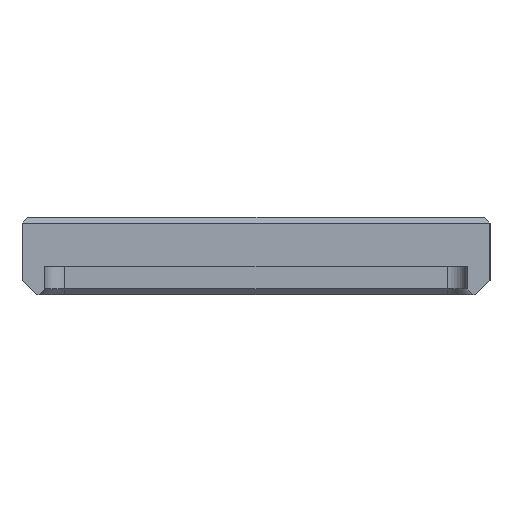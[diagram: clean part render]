
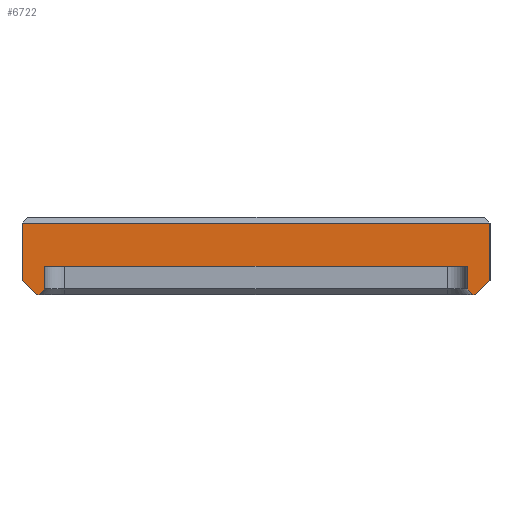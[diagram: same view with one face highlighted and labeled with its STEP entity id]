
A CAD part, left-side view. The second image highlights one B-rep face of the part: STEP entity #6722.
In plain terms, the highlighted planar face has unit normal (-1, 0, 0).
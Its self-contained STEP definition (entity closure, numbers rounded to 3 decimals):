
#660=FACE_OUTER_BOUND('',#1056,.T.);
#1056=EDGE_LOOP('',(#6005,#6006,#6007,#6008,#6009,#6010,#6011,#6012,#6013,
#6014,#6015,#6016));
#1725=LINE('',#11148,#2503);
#1747=LINE('',#11208,#2525);
#1751=LINE('',#11219,#2529);
#1799=LINE('',#11351,#2577);
#1803=LINE('',#11358,#2581);
#1822=LINE('',#11403,#2600);
#1823=LINE('',#11407,#2601);
#1830=LINE('',#11425,#2608);
#1834=LINE('',#11432,#2612);
#1839=LINE('',#11447,#2617);
#1840=LINE('',#11448,#2618);
#1841=LINE('',#11449,#2619);
#2503=VECTOR('',#8224,10.);
#2525=VECTOR('',#8280,10.);
#2529=VECTOR('',#8288,10.);
#2577=VECTOR('',#8420,10.);
#2581=VECTOR('',#8426,10.);
#2600=VECTOR('',#8485,10.);
#2601=VECTOR('',#8490,10.);
#2608=VECTOR('',#8509,10.);
#2612=VECTOR('',#8515,10.);
#2617=VECTOR('',#8532,10.);
#2618=VECTOR('',#8533,10.);
#2619=VECTOR('',#8534,10.);
#3153=VERTEX_POINT('',#11146);
#3154=VERTEX_POINT('',#11147);
#3174=VERTEX_POINT('',#11205);
#3175=VERTEX_POINT('',#11207);
#3180=VERTEX_POINT('',#11217);
#3222=VERTEX_POINT('',#11350);
#3224=VERTEX_POINT('',#11356);
#3230=VERTEX_POINT('',#11383);
#3231=VERTEX_POINT('',#11406);
#3236=VERTEX_POINT('',#11424);
#3238=VERTEX_POINT('',#11430);
#3242=VERTEX_POINT('',#11446);
#4025=EDGE_CURVE('',#3153,#3154,#1725,.T.);
#4055=EDGE_CURVE('',#3174,#3175,#1747,.T.);
#4061=EDGE_CURVE('',#3180,#3153,#1751,.T.);
#4127=EDGE_CURVE('',#3222,#3174,#1799,.T.);
#4131=EDGE_CURVE('',#3222,#3224,#1803,.T.);
#4154=EDGE_CURVE('',#3230,#3224,#1822,.T.);
#4155=EDGE_CURVE('',#3175,#3231,#1823,.T.);
#4164=EDGE_CURVE('',#3236,#3180,#1830,.T.);
#4168=EDGE_CURVE('',#3238,#3236,#1834,.T.);
#4175=EDGE_CURVE('',#3238,#3242,#1839,.T.);
#4176=EDGE_CURVE('',#3242,#3231,#1840,.T.);
#4177=EDGE_CURVE('',#3154,#3230,#1841,.T.);
#6005=ORIENTED_EDGE('',*,*,#4025,.F.);
#6006=ORIENTED_EDGE('',*,*,#4061,.F.);
#6007=ORIENTED_EDGE('',*,*,#4164,.F.);
#6008=ORIENTED_EDGE('',*,*,#4168,.F.);
#6009=ORIENTED_EDGE('',*,*,#4175,.T.);
#6010=ORIENTED_EDGE('',*,*,#4176,.T.);
#6011=ORIENTED_EDGE('',*,*,#4155,.F.);
#6012=ORIENTED_EDGE('',*,*,#4055,.F.);
#6013=ORIENTED_EDGE('',*,*,#4127,.F.);
#6014=ORIENTED_EDGE('',*,*,#4131,.T.);
#6015=ORIENTED_EDGE('',*,*,#4154,.F.);
#6016=ORIENTED_EDGE('',*,*,#4177,.F.);
#6364=PLANE('',#7091);
#6722=ADVANCED_FACE('',(#660),#6364,.T.);
#7091=AXIS2_PLACEMENT_3D('',#11445,#8530,#8531);
#8224=DIRECTION('',(0.,0.707,0.707));
#8280=DIRECTION('',(0.,1.,0.));
#8288=DIRECTION('',(0.,1.,0.));
#8420=DIRECTION('',(0.,0.707,-0.707));
#8426=DIRECTION('',(0.,0.,1.));
#8485=DIRECTION('',(0.,-1.,0.));
#8490=DIRECTION('',(0.,0.707,0.707));
#8509=DIRECTION('',(0.,0.707,-0.707));
#8515=DIRECTION('',(0.,0.,-1.));
#8530=DIRECTION('center_axis',(-1.,0.,0.));
#8531=DIRECTION('ref_axis',(0.,1.,0.));
#8532=DIRECTION('',(0.,-1.,0.));
#8533=DIRECTION('',(0.,0.,-1.));
#8534=DIRECTION('',(0.,0.,1.));
#11146=CARTESIAN_POINT('',(-57.6,-32.25,-2.));
#11147=CARTESIAN_POINT('',(-57.6,-31.25,-1.));
#11148=CARTESIAN_POINT('',(-57.6,-31.65,-1.4));
#11205=CARTESIAN_POINT('',(-57.6,-63.,-2.));
#11207=CARTESIAN_POINT('',(-57.6,-62.8,-2.));
#11208=CARTESIAN_POINT('',(-57.6,-31.25,-2.));
#11217=CARTESIAN_POINT('',(-57.6,-32.45,-2.));
#11219=CARTESIAN_POINT('',(-57.6,-31.25,-2.));
#11350=CARTESIAN_POINT('',(-57.6,-64.,-1.));
#11351=CARTESIAN_POINT('',(-57.6,-56.212,-8.787));
#11356=CARTESIAN_POINT('',(-57.6,-64.,3.));
#11358=CARTESIAN_POINT('',(-57.6,-64.,0.));
#11383=CARTESIAN_POINT('',(-57.6,-31.25,3.));
#11403=CARTESIAN_POINT('',(-57.6,-40.237,3.));
#11406=CARTESIAN_POINT('',(-57.6,-62.4,-1.6));
#11407=CARTESIAN_POINT('',(-57.6,-54.712,6.087));
#11424=CARTESIAN_POINT('',(-57.6,-32.85,-1.6));
#11425=CARTESIAN_POINT('',(-57.6,-33.15,-1.3));
#11430=CARTESIAN_POINT('',(-57.6,-32.85,0.));
#11432=CARTESIAN_POINT('',(-57.6,-32.85,0.));
#11445=CARTESIAN_POINT('Origin',(-57.6,-32.85,0.));
#11446=CARTESIAN_POINT('',(-57.6,-62.4,0.));
#11447=CARTESIAN_POINT('',(-57.6,-31.25,0.));
#11448=CARTESIAN_POINT('',(-57.6,-62.4,0.));
#11449=CARTESIAN_POINT('',(-57.6,-31.25,0.));
